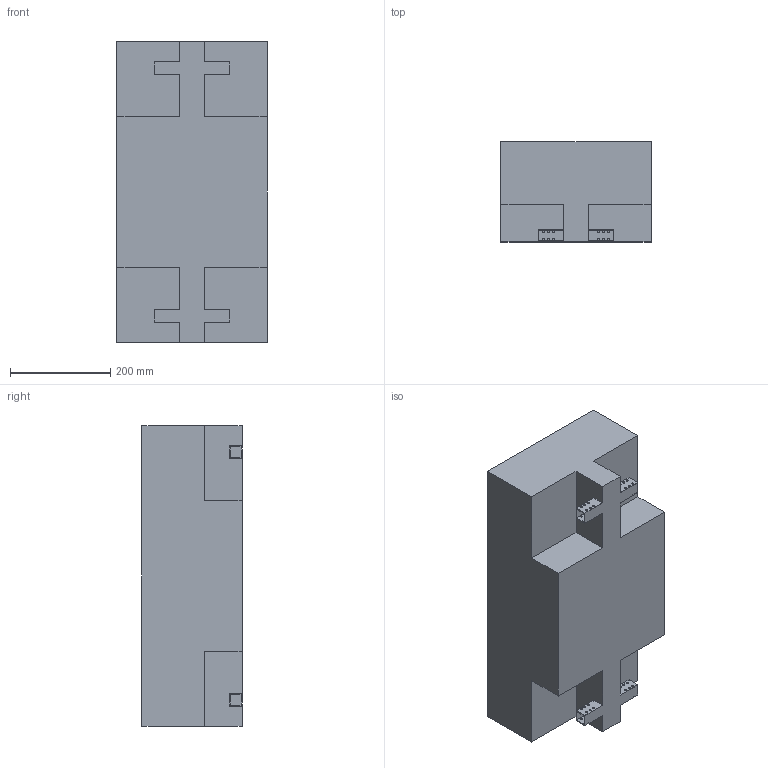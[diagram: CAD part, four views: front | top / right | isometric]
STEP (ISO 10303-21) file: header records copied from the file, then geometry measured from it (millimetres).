
FILE_DESCRIPTION (( 'STEP AP203' ), '1' );
FILE_NAME ('body_Default_sldprt.STEP', '2018-11-05T05:10:32', ( '' ), ( '' ), 'SwSTEP 2.0', 'SolidWorks 2017', '' );
FILE_SCHEMA (( 'CONFIG_CONTROL_DESIGN' ));
Length unit declared in the file: millimetre
Products named in the file (1): body_Default_sldprt
Bounding box: 300 x 200 x 600 mm (x, y, z)
Volume: 30410593.6 mm3; surface area: 756800 mm2
Topology: 1 solids, 1 shells, 150 faces, 432 edges, 288 vertices
Faces by surface type: cylinder 96, plane 54
Entity records: 5277 total; most frequent: DIRECTION 926, CARTESIAN_POINT 871, ORIENTED_EDGE 864, EDGE_CURVE 432, AXIS2_PLACEMENT_3D 343, VERTEX_POINT 288, EDGE_LOOP 250, VECTOR 240
